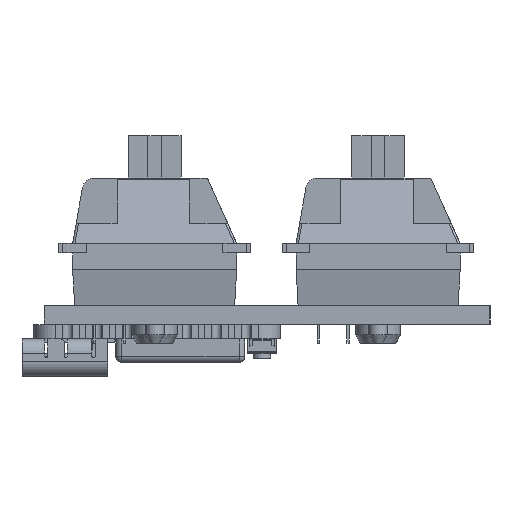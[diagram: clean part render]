
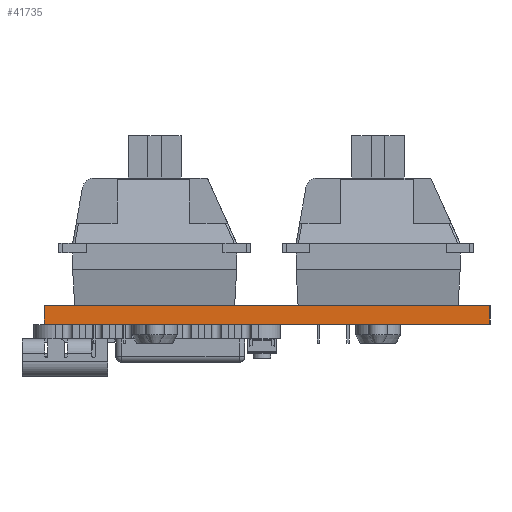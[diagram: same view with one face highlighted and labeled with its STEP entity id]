
A CAD part, left-side view. The second image highlights one B-rep face of the part: STEP entity #41735.
In plain terms, the highlighted planar face has unit normal (-1, 0, 0).
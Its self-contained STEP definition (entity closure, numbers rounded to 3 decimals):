
#41679 = VERTEX_POINT('',#41680);
#41680 = CARTESIAN_POINT('',(70.,-104.5,1.6));
#41686 = EDGE_CURVE('',#41687,#41679,#41689,.T.);
#41687 = VERTEX_POINT('',#41688);
#41688 = CARTESIAN_POINT('',(70.,-104.5,0.));
#41689 = LINE('',#41690,#41691);
#41690 = CARTESIAN_POINT('',(70.,-104.5,0.));
#41691 = VECTOR('',#41692,1.);
#41692 = DIRECTION('',(0.,0.,1.));
#41735 = ADVANCED_FACE('',(#41736),#41761,.T.);
#41736 = FACE_BOUND('',#41737,.T.);
#41737 = EDGE_LOOP('',(#41738,#41739,#41747,#41755));
#41738 = ORIENTED_EDGE('',*,*,#41686,.T.);
#41739 = ORIENTED_EDGE('',*,*,#41740,.T.);
#41740 = EDGE_CURVE('',#41679,#41741,#41743,.T.);
#41741 = VERTEX_POINT('',#41742);
#41742 = CARTESIAN_POINT('',(70.,-66.5,1.6));
#41743 = LINE('',#41744,#41745);
#41744 = CARTESIAN_POINT('',(70.,-104.5,1.6));
#41745 = VECTOR('',#41746,1.);
#41746 = DIRECTION('',(0.,1.,0.));
#41747 = ORIENTED_EDGE('',*,*,#41748,.F.);
#41748 = EDGE_CURVE('',#41749,#41741,#41751,.T.);
#41749 = VERTEX_POINT('',#41750);
#41750 = CARTESIAN_POINT('',(70.,-66.5,0.));
#41751 = LINE('',#41752,#41753);
#41752 = CARTESIAN_POINT('',(70.,-66.5,0.));
#41753 = VECTOR('',#41754,1.);
#41754 = DIRECTION('',(0.,0.,1.));
#41755 = ORIENTED_EDGE('',*,*,#41756,.F.);
#41756 = EDGE_CURVE('',#41687,#41749,#41757,.T.);
#41757 = LINE('',#41758,#41759);
#41758 = CARTESIAN_POINT('',(70.,-104.5,0.));
#41759 = VECTOR('',#41760,1.);
#41760 = DIRECTION('',(0.,1.,0.));
#41761 = PLANE('',#41762);
#41762 = AXIS2_PLACEMENT_3D('',#41763,#41764,#41765);
#41763 = CARTESIAN_POINT('',(70.,-104.5,0.));
#41764 = DIRECTION('',(-1.,0.,0.));
#41765 = DIRECTION('',(0.,1.,0.));
